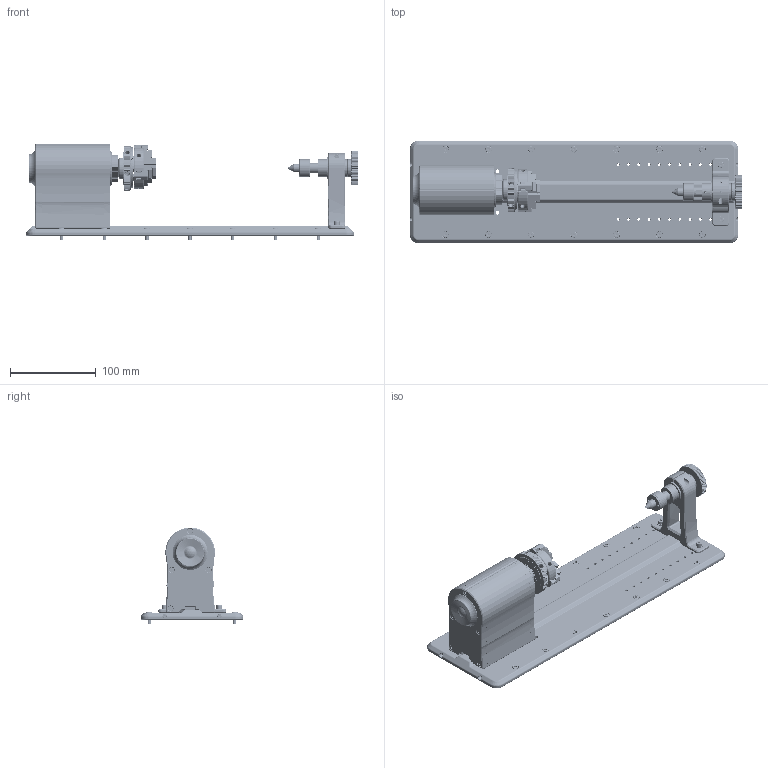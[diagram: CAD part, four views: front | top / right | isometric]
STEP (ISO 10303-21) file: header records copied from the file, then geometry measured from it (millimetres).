
FILE_DESCRIPTION(('FreeCAD Model'),'2;1');
FILE_NAME('Open CASCADE Shape Model','2025-05-09T15:40:48',('FreeCAD'),( 'FreeCAD'),'Open CASCADE STEP processor 7.6','FreeCAD','Unknown');
FILE_SCHEMA(('AUTOMOTIVE_DESIGN { 1 0 10303 214 1 1 1 1 }'));
Length unit declared in the file: millimetre
Products named in the file (1): Open CASCADE STEP translator 7.6 1
Bounding box: 388.1 x 120 x 113.15 mm (x, y, z)
Volume: 871103.5 mm3; surface area: 291785.7 mm2
Topology: 65 solids, 65 shells, 3835 faces, 9985 edges, 6396 vertices
Faces by surface type: plane 2018, cylinder 1357, cone 237, bspline 132, torus 85, sphere 6
Full cylindrical faces by diameter (mm): 1.5 x4, 1.775 x1, 1.875 x34, 1.9 x2, 2.075 x12, 2.25 x5, 2.38 x24, 2.43 x7, 2.529 x39, 2.58 x8, 2.927 x15, 2.93 x22, 3.086 x23, 3.1 x8, 3.25 x10, 3.908 x20, 4.15 x2, 4.3 x2, 4.4 x22, 4.5 x5, 4.9 x1, 4.95 x3, 5 x7, 5.1 x4, 5.25 x2, 5.5 x8, 5.6 x1, 6 x10, 6.035 x8, 6.446 x7
Entity records: 152720 total; most frequent: CARTESIAN_POINT 65297, ORIENTED_EDGE 19932, DIRECTION 16317, EDGE_CURVE 9966, VERTEX_POINT 6396, AXIS2_PLACEMENT_3D 5917, LINE 4483, VECTOR 4483
